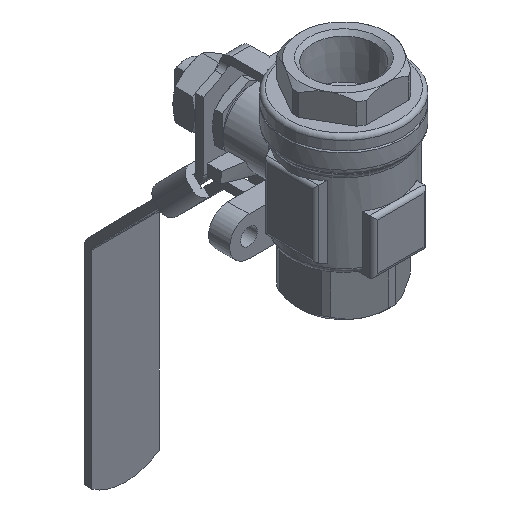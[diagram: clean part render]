
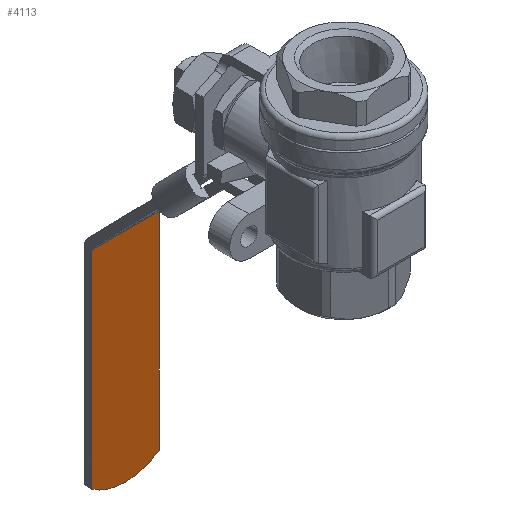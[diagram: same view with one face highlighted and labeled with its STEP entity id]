
A CAD part, isometric view. The second image highlights one B-rep face of the part: STEP entity #4113.
In plain terms, the highlighted planar face has unit normal (0, -1, 0).
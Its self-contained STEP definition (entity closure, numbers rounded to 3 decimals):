
#324=CIRCLE('',#4425,15.);
#662=ORIENTED_EDGE('',*,*,#1858,.F.);
#663=ORIENTED_EDGE('',*,*,#1802,.F.);
#664=ORIENTED_EDGE('',*,*,#1859,.T.);
#665=ORIENTED_EDGE('',*,*,#1812,.T.);
#1802=EDGE_CURVE('',#2386,#2387,#2753,.T.);
#1812=EDGE_CURVE('',#2395,#2394,#2761,.T.);
#1858=EDGE_CURVE('',#2387,#2394,#324,.T.);
#1859=EDGE_CURVE('',#2386,#2395,#2788,.T.);
#2386=VERTEX_POINT('',#6336);
#2387=VERTEX_POINT('',#6338);
#2394=VERTEX_POINT('',#6355);
#2395=VERTEX_POINT('',#6357);
#2753=LINE('',#6337,#3078);
#2761=LINE('',#6356,#3086);
#2788=LINE('',#6462,#3113);
#3078=VECTOR('',#4953,1000.);
#3086=VECTOR('',#4967,1000.);
#3113=VECTOR('',#5042,1000.);
#3372=EDGE_LOOP('',(#662,#663,#664,#665));
#3672=FACE_BOUND('',#3372,.T.);
#3951=PLANE('',#4424);
#4113=ADVANCED_FACE('',(#3672),#3951,.F.);
#4424=AXIS2_PLACEMENT_3D('',#6460,#5038,#5039);
#4425=AXIS2_PLACEMENT_3D('',#6461,#5040,#5041);
#4953=DIRECTION('',(0.,0.,-1.));
#4967=DIRECTION('',(0.,0.,-1.));
#5038=DIRECTION('',(0.,1.,0.));
#5039=DIRECTION('',(0.,0.,1.));
#5040=DIRECTION('',(0.,1.,0.));
#5041=DIRECTION('',(1.,0.,0.));
#5042=DIRECTION('',(-1.,0.,0.));
#6336=CARTESIAN_POINT('',(8.7,56.5,-41.723));
#6337=CARTESIAN_POINT('',(8.7,56.5,-41.315));
#6338=CARTESIAN_POINT('',(8.7,56.5,-95.219));
#6355=CARTESIAN_POINT('',(-8.7,56.5,-95.219));
#6356=CARTESIAN_POINT('',(-8.7,56.5,-41.315));
#6357=CARTESIAN_POINT('',(-8.7,56.5,-41.723));
#6460=CARTESIAN_POINT('',(8.7,56.5,-41.315));
#6461=CARTESIAN_POINT('',(0.,56.5,-83.));
#6462=CARTESIAN_POINT('',(8.7,56.5,-41.723));
